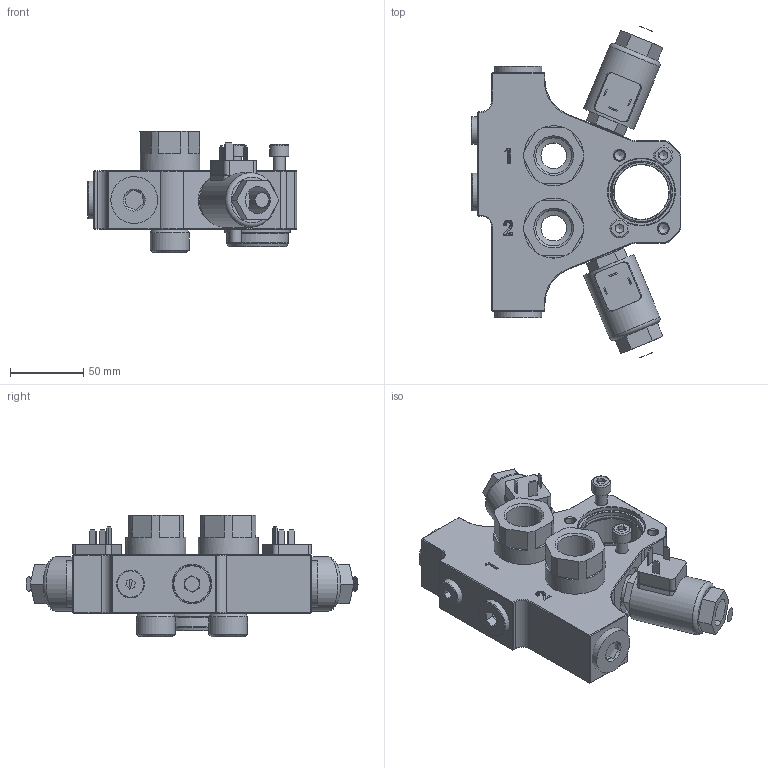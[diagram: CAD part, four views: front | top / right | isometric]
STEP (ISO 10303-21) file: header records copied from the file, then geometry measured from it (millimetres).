
FILE_DESCRIPTION(/* description */ (''),/* implementation_level */ '2;1');
FILE_NAME(/* name */ 'M3135675.stp',/* time_stamp */ '2024-01-25T17:12:45+01:00',/* author */ ('FM'),/* organization */ (''),/* preprocessor_version */ 'ST-DEVELOPER v19',/* originating_system */ 'Autodesk Inventor 2023',/* authorisation */ '');
FILE_SCHEMA (('AUTOMOTIVE_DESIGN { 1 0 10303 214 3 1 1 }'));
Length unit declared in the file: millimetre
Products named in the file (1): M3135675
Bounding box: 143.5 x 227.09 x 83 mm (x, y, z)
Volume: 580783.3 mm3; surface area: 153867.2 mm2
Topology: 16 solids, 18 shells, 591 faces, 1384 edges, 860 vertices
Faces by surface type: plane 318, cylinder 132, cone 86, torus 39, bspline 16
Full cylindrical faces by diameter (mm): 6.8 x2, 8 x2, 8.5 x2, 10 x2, 11.3 x1, 12.5 x1, 13 x2, 13.157 x1, 14.5 x2, 15.5 x1, 16 x1, 17 x2, 17.294 x1, 17.46 x2, 17.5 x5, 19 x3, 20 x3, 22 x2, 23 x1, 23.8 x2, 24 x2, 24.5 x4, 25.9 x1, 26.441 x6, 27 x3, 27.15 x4, 28.17 x2, 29.3 x2, 32 x2, 33 x2
Entity records: 19976 total; most frequent: CARTESIAN_POINT 5515, DIRECTION 2985, ORIENTED_EDGE 2716, EDGE_CURVE 1360, AXIS2_PLACEMENT_3D 1107, VERTEX_POINT 859, LINE 771, VECTOR 771
